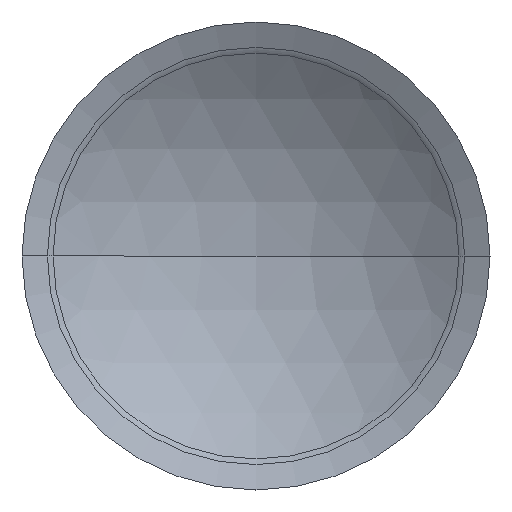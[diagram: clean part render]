
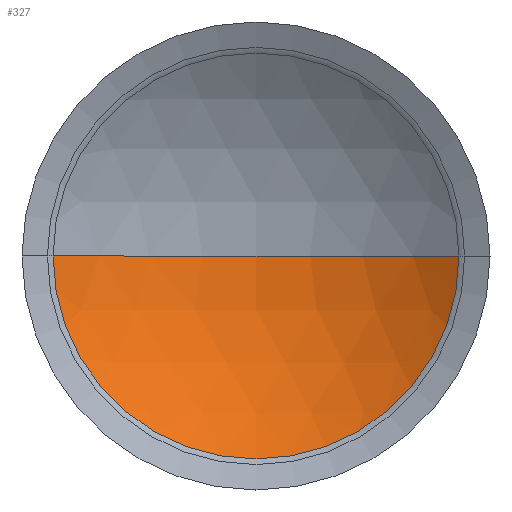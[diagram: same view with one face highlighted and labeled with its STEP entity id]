
A CAD part, front view. The second image highlights one B-rep face of the part: STEP entity #327.
In plain terms, the highlighted spherical face has radius 55 mm.
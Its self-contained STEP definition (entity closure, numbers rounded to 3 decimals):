
#65 = VERTEX_POINT ( 'NONE', #673 ) ;
#175 = DIRECTION ( 'NONE',  ( 0., 0., 1. ) ) ;
#190 = DIRECTION ( 'NONE',  ( -1., 0., 0. ) ) ;
#294 = CARTESIAN_POINT ( 'NONE',  ( 0., -42., 0. ) ) ;
#306 = AXIS2_PLACEMENT_3D ( 'NONE', #294, #1297, #984 ) ;
#327 = ADVANCED_FACE ( 'NONE', ( #1082 ), #1196, .F. ) ;
#366 = ORIENTED_EDGE ( 'NONE', *, *, #874, .T. ) ;
#373 = VERTEX_POINT ( 'NONE', #1400 ) ;
#387 = CIRCLE ( 'NONE', #1442, 32.522 ) ;
#406 = CIRCLE ( 'NONE', #920, 55. ) ;
#439 = CARTESIAN_POINT ( 'NONE',  ( 0., 2.355, 0. ) ) ;
#481 = AXIS2_PLACEMENT_3D ( 'NONE', #1087, #175, #857 ) ;
#494 = VERTEX_POINT ( 'NONE', #982 ) ;
#633 = DIRECTION ( 'NONE',  ( 0., 0., -1. ) ) ;
#673 = CARTESIAN_POINT ( 'NONE',  ( 0., 13., 0. ) ) ;
#692 = ORIENTED_EDGE ( 'NONE', *, *, #1148, .T. ) ;
#743 = CARTESIAN_POINT ( 'NONE',  ( 0., -42., 0. ) ) ;
#781 = EDGE_LOOP ( 'NONE', ( #882, #692, #366 ) ) ;
#857 = DIRECTION ( 'NONE',  ( 1., 0., 0. ) ) ;
#874 = EDGE_CURVE ( 'NONE', #494, #373, #387, .T. ) ;
#882 = ORIENTED_EDGE ( 'NONE', *, *, #1210, .F. ) ;
#920 = AXIS2_PLACEMENT_3D ( 'NONE', #743, #633, #190 ) ;
#982 = CARTESIAN_POINT ( 'NONE',  ( -32.522, 2.355, 0. ) ) ;
#984 = DIRECTION ( 'NONE',  ( 1., 0., 0. ) ) ;
#992 = CIRCLE ( 'NONE', #306, 55. ) ;
#1082 = FACE_OUTER_BOUND ( 'NONE', #781, .T. ) ;
#1087 = CARTESIAN_POINT ( 'NONE',  ( 0., -42., 0. ) ) ;
#1148 = EDGE_CURVE ( 'NONE', #65, #494, #992, .T. ) ;
#1196 = SPHERICAL_SURFACE ( 'NONE', #481, 55. ) ;
#1210 = EDGE_CURVE ( 'NONE', #65, #373, #406, .T. ) ;
#1297 = DIRECTION ( 'NONE',  ( 0., 0., 1. ) ) ;
#1311 = DIRECTION ( 'NONE',  ( 0., -1., 0. ) ) ;
#1400 = CARTESIAN_POINT ( 'NONE',  ( 32.522, 2.355, 0. ) ) ;
#1442 = AXIS2_PLACEMENT_3D ( 'NONE', #439, #1311, #1444 ) ;
#1444 = DIRECTION ( 'NONE',  ( 1., 0., 0. ) ) ;
